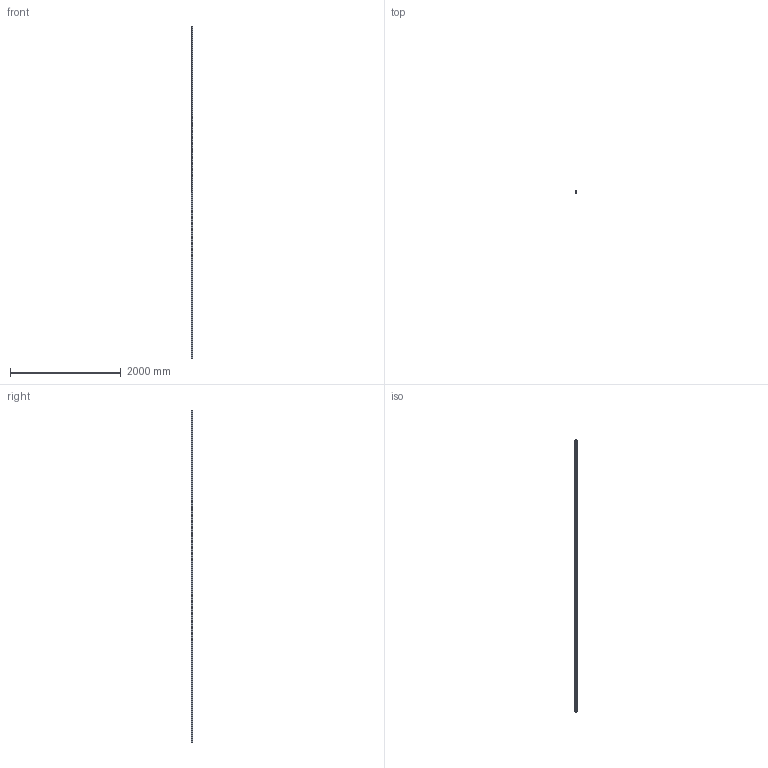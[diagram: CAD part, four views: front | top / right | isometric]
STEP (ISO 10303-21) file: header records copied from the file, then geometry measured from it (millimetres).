
FILE_DESCRIPTION (( 'STEP AP203' ), '1' );
FILE_NAME ('80530-240-6M.step', '2023-12-05T13:59:57', ( '' ), ( '' ), 'SwSTEP 2.0', 'SolidWorks 2018', '' );
FILE_SCHEMA (( 'CONFIG_CONTROL_DESIGN' ));
Length unit declared in the file: millimetre
Products named in the file (1): 80530-240-6M
Bounding box: 28 x 26 x 6000 mm (x, y, z)
Volume: 900410.8 mm3; surface area: 920860.4 mm2
Topology: 1 solids, 1 shells, 281 faces, 747 edges, 498 vertices
Faces by surface type: plane 146, bspline 129, cylinder 6
Entity records: 16048 total; most frequent: CARTESIAN_POINT 9848, ORIENTED_EDGE 1494, DIRECTION 807, EDGE_CURVE 747, VERTEX_POINT 498, LINE 477, VECTOR 477, EDGE_LOOP 311
